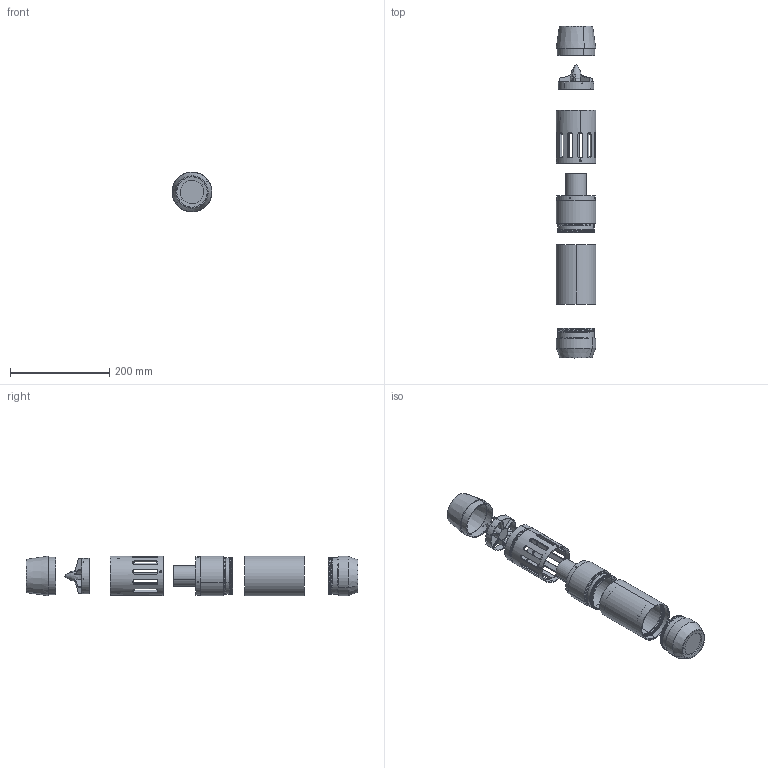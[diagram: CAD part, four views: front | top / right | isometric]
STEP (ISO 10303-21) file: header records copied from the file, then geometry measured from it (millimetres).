
FILE_DESCRIPTION (( 'STEP AP214' ), '1' );
FILE_NAME ('UWSC_V2_KIT.STEP', '2025-04-18T08:32:21', ( '' ), ( '' ), 'SwSTEP 2.0', 'SolidWorks 2025', '' );
FILE_SCHEMA (( 'AUTOMOTIVE_DESIGN' ));
Length unit declared in the file: millimetre
Products named in the file (8): UWSC_V2_KIT; UWSC_V2_TOP; UWSC_V2_BODY; UWSC_V2_MOTOR_DIFFUSER; UWSC_V2_MOTOR_2; UWSC_V2_MOTOR_3; UWSC_V2_MOTOR_1; UWSC_V2_TOP_GLASS
Assembly tree (7 placements, depth 2):
  UWSC_V2_KIT
    UWSC_V2_BODY
    UWSC_V2_MOTOR_1
    UWSC_V2_MOTOR_2
    UWSC_V2_TOP
    UWSC_V2_MOTOR_3
    UWSC_V2_TOP_GLASS
    UWSC_V2_MOTOR_DIFFUSER
Bounding box: 80 x 670.54 x 80 mm (x, y, z)
Volume: 409615.9 mm3; surface area: 247438.4 mm2
Topology: 7 solids, 7 shells, 432 faces, 1183 edges, 762 vertices
Faces by surface type: cylinder 215, plane 164, cone 24, bspline 23, torus 6
Entity records: 24238 total; most frequent: CARTESIAN_POINT 13542, ORIENTED_EDGE 2362, DIRECTION 1988, EDGE_CURVE 1181, VERTEX_POINT 762, AXIS2_PLACEMENT_3D 716, VECTOR 556, LINE 556
